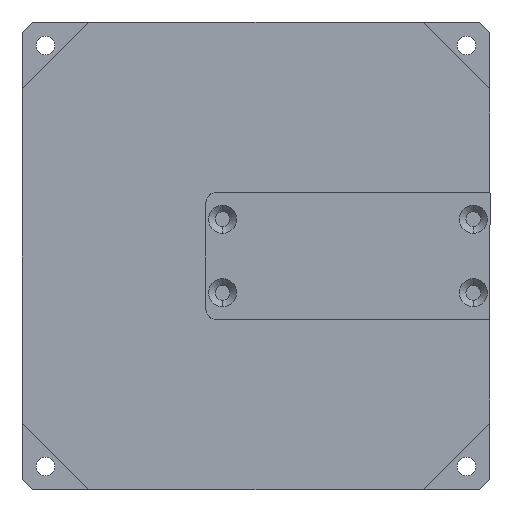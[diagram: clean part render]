
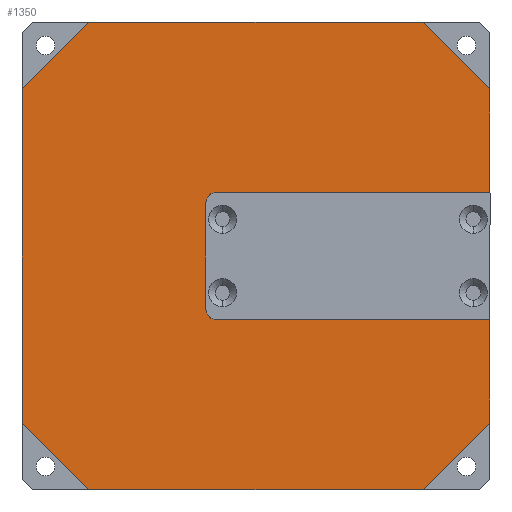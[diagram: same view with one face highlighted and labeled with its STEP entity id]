
A CAD part, front view. The second image highlights one B-rep face of the part: STEP entity #1350.
In plain terms, the highlighted planar face has unit normal (0, -1, 0).
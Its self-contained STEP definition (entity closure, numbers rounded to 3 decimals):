
#27 = CARTESIAN_POINT ( 'NONE',  ( -25., 0., -35. ) ) ;
#71 = ORIENTED_EDGE ( 'NONE', *, *, #7775, .F. ) ;
#79 = LINE ( 'NONE', #8478, #6622 ) ;
#178 = CIRCLE ( 'NONE', #9613, 1.5 ) ;
#372 = EDGE_CURVE ( 'NONE', #5663, #6566, #5418, .T. ) ;
#401 = VECTOR ( 'NONE', #6676, 1000. ) ;
#478 = VERTEX_POINT ( 'NONE', #8685 ) ;
#578 = ORIENTED_EDGE ( 'NONE', *, *, #3093, .F. ) ;
#685 = EDGE_CURVE ( 'NONE', #2699, #8165, #1377, .T. ) ;
#760 = ORIENTED_EDGE ( 'NONE', *, *, #9327, .F. ) ;
#772 = CARTESIAN_POINT ( 'NONE',  ( -25., 0., 35. ) ) ;
#800 = VECTOR ( 'NONE', #6482, 1000. ) ;
#897 = DIRECTION ( 'NONE',  ( 0., 0., -1. ) ) ;
#1223 = DIRECTION ( 'NONE',  ( 0., 0., 1. ) ) ;
#1308 = VECTOR ( 'NONE', #7469, 1000. ) ;
#1350 = ADVANCED_FACE ( 'NONE', ( #2900 ), #4364, .F. ) ;
#1377 = LINE ( 'NONE', #8160, #8039 ) ;
#1623 = ORIENTED_EDGE ( 'NONE', *, *, #4707, .F. ) ;
#1839 = EDGE_CURVE ( 'NONE', #6253, #6151, #79, .T. ) ;
#1923 = LINE ( 'NONE', #4960, #800 ) ;
#1977 = CARTESIAN_POINT ( 'NONE',  ( -6., 0., 8. ) ) ;
#2020 = ORIENTED_EDGE ( 'NONE', *, *, #3994, .T. ) ;
#2025 = DIRECTION ( 'NONE',  ( 0., 1., 0. ) ) ;
#2038 = DIRECTION ( 'NONE',  ( 0., 1., 0. ) ) ;
#2167 = DIRECTION ( 'NONE',  ( -0.707, 0., -0.707 ) ) ;
#2210 = LINE ( 'NONE', #9748, #1308 ) ;
#2448 = CARTESIAN_POINT ( 'NONE',  ( 35., 0., -25. ) ) ;
#2637 = VERTEX_POINT ( 'NONE', #3895 ) ;
#2699 = VERTEX_POINT ( 'NONE', #3328 ) ;
#2760 = DIRECTION ( 'NONE',  ( 0., 0., -1. ) ) ;
#2855 = ORIENTED_EDGE ( 'NONE', *, *, #3917, .F. ) ;
#2900 = FACE_OUTER_BOUND ( 'NONE', #2977, .T. ) ;
#2928 = CARTESIAN_POINT ( 'NONE',  ( 35., 0., -9.5 ) ) ;
#2977 = EDGE_LOOP ( 'NONE', ( #6514, #71, #2020, #760, #9750, #6089, #7982, #578, #9422, #1623, #8245, #5277, #6185, #2855 ) ) ;
#2997 = DIRECTION ( 'NONE',  ( 0.707, 0., 0.707 ) ) ;
#3093 = EDGE_CURVE ( 'NONE', #8165, #6095, #4489, .T. ) ;
#3107 = CIRCLE ( 'NONE', #8708, 1.5 ) ;
#3328 = CARTESIAN_POINT ( 'NONE',  ( -25., 0., 35. ) ) ;
#3343 = CARTESIAN_POINT ( 'NONE',  ( -35., 0., -25. ) ) ;
#3369 = DIRECTION ( 'NONE',  ( -0.707, 0., 0.707 ) ) ;
#3495 = CARTESIAN_POINT ( 'NONE',  ( 25., 0., -35. ) ) ;
#3703 = CARTESIAN_POINT ( 'NONE',  ( 35., 0., -9.5 ) ) ;
#3721 = DIRECTION ( 'NONE',  ( 0., 0., 1. ) ) ;
#3754 = CARTESIAN_POINT ( 'NONE',  ( 35., 0., 25. ) ) ;
#3854 = VECTOR ( 'NONE', #2167, 1000. ) ;
#3895 = CARTESIAN_POINT ( 'NONE',  ( -35., 0., 25. ) ) ;
#3917 = EDGE_CURVE ( 'NONE', #6566, #5590, #9045, .T. ) ;
#3994 = EDGE_CURVE ( 'NONE', #6819, #478, #178, .T. ) ;
#4081 = CARTESIAN_POINT ( 'NONE',  ( 25., 0., 35. ) ) ;
#4136 = CARTESIAN_POINT ( 'NONE',  ( -25., 0., -35. ) ) ;
#4269 = CARTESIAN_POINT ( 'NONE',  ( -7.5, 0., -9.5 ) ) ;
#4322 = CARTESIAN_POINT ( 'NONE',  ( -6., 0., -8. ) ) ;
#4355 = VECTOR ( 'NONE', #2760, 1000. ) ;
#4360 = LINE ( 'NONE', #772, #4912 ) ;
#4364 = PLANE ( 'NONE',  #8564 ) ;
#4385 = CARTESIAN_POINT ( 'NONE',  ( 35., 0., -25. ) ) ;
#4472 = EDGE_CURVE ( 'NONE', #5590, #9228, #1923, .T. ) ;
#4489 = LINE ( 'NONE', #3754, #6057 ) ;
#4514 = VECTOR ( 'NONE', #897, 1000. ) ;
#4606 = DIRECTION ( 'NONE',  ( -1., 0., 0. ) ) ;
#4707 = EDGE_CURVE ( 'NONE', #2637, #2699, #4360, .T. ) ;
#4912 = VECTOR ( 'NONE', #2997, 1000. ) ;
#4960 = CARTESIAN_POINT ( 'NONE',  ( -35., 0., -35. ) ) ;
#5277 = ORIENTED_EDGE ( 'NONE', *, *, #5988, .F. ) ;
#5418 = LINE ( 'NONE', #9250, #4514 ) ;
#5524 = CARTESIAN_POINT ( 'NONE',  ( -6., 0., -9.5 ) ) ;
#5552 = EDGE_CURVE ( 'NONE', #7714, #2637, #2210, .T. ) ;
#5590 = VERTEX_POINT ( 'NONE', #3495 ) ;
#5663 = VERTEX_POINT ( 'NONE', #3703 ) ;
#5913 = CARTESIAN_POINT ( 'NONE',  ( -6., 0., 9.5 ) ) ;
#5988 = EDGE_CURVE ( 'NONE', #9228, #7714, #8735, .T. ) ;
#6057 = VECTOR ( 'NONE', #8447, 1000. ) ;
#6086 = VECTOR ( 'NONE', #3369, 1000. ) ;
#6089 = ORIENTED_EDGE ( 'NONE', *, *, #1839, .F. ) ;
#6095 = VERTEX_POINT ( 'NONE', #6115 ) ;
#6115 = CARTESIAN_POINT ( 'NONE',  ( 35., 0., 25. ) ) ;
#6151 = VERTEX_POINT ( 'NONE', #5913 ) ;
#6185 = ORIENTED_EDGE ( 'NONE', *, *, #4472, .F. ) ;
#6253 = VERTEX_POINT ( 'NONE', #9399 ) ;
#6440 = VECTOR ( 'NONE', #6452, 1000. ) ;
#6452 = DIRECTION ( 'NONE',  ( 0., 0., -1. ) ) ;
#6482 = DIRECTION ( 'NONE',  ( -1., 0., 0. ) ) ;
#6514 = ORIENTED_EDGE ( 'NONE', *, *, #372, .F. ) ;
#6566 = VERTEX_POINT ( 'NONE', #2448 ) ;
#6622 = VECTOR ( 'NONE', #4606, 1000. ) ;
#6676 = DIRECTION ( 'NONE',  ( 1., 0., 0. ) ) ;
#6746 = DIRECTION ( 'NONE',  ( 0., 1., 0. ) ) ;
#6794 = VERTEX_POINT ( 'NONE', #9820 ) ;
#6819 = VERTEX_POINT ( 'NONE', #5524 ) ;
#7469 = DIRECTION ( 'NONE',  ( 0., 0., 1. ) ) ;
#7488 = LINE ( 'NONE', #2928, #401 ) ;
#7650 = EDGE_CURVE ( 'NONE', #6794, #6151, #3107, .T. ) ;
#7714 = VERTEX_POINT ( 'NONE', #3343 ) ;
#7775 = EDGE_CURVE ( 'NONE', #6819, #5663, #7488, .T. ) ;
#7856 = LINE ( 'NONE', #4269, #6440 ) ;
#7943 = DIRECTION ( 'NONE',  ( 0., 0., 1. ) ) ;
#7981 = CARTESIAN_POINT ( 'NONE',  ( 35., 0., -35. ) ) ;
#7982 = ORIENTED_EDGE ( 'NONE', *, *, #8741, .F. ) ;
#8039 = VECTOR ( 'NONE', #8216, 1000. ) ;
#8160 = CARTESIAN_POINT ( 'NONE',  ( -35., 0., 35. ) ) ;
#8165 = VERTEX_POINT ( 'NONE', #4081 ) ;
#8216 = DIRECTION ( 'NONE',  ( 1., 0., 0. ) ) ;
#8245 = ORIENTED_EDGE ( 'NONE', *, *, #5552, .F. ) ;
#8308 = CARTESIAN_POINT ( 'NONE',  ( 0., 0., 0. ) ) ;
#8447 = DIRECTION ( 'NONE',  ( 0.707, 0., -0.707 ) ) ;
#8478 = CARTESIAN_POINT ( 'NONE',  ( 35., 0., 9.5 ) ) ;
#8564 = AXIS2_PLACEMENT_3D ( 'NONE', #8308, #6746, #3721 ) ;
#8685 = CARTESIAN_POINT ( 'NONE',  ( -7.5, 0., -8. ) ) ;
#8708 = AXIS2_PLACEMENT_3D ( 'NONE', #1977, #2025, #7943 ) ;
#8735 = LINE ( 'NONE', #4136, #6086 ) ;
#8741 = EDGE_CURVE ( 'NONE', #6095, #6253, #8786, .T. ) ;
#8786 = LINE ( 'NONE', #7981, #4355 ) ;
#9045 = LINE ( 'NONE', #4385, #3854 ) ;
#9228 = VERTEX_POINT ( 'NONE', #27 ) ;
#9250 = CARTESIAN_POINT ( 'NONE',  ( 35., 0., -35. ) ) ;
#9327 = EDGE_CURVE ( 'NONE', #6794, #478, #7856, .T. ) ;
#9399 = CARTESIAN_POINT ( 'NONE',  ( 35., 0., 9.5 ) ) ;
#9422 = ORIENTED_EDGE ( 'NONE', *, *, #685, .F. ) ;
#9613 = AXIS2_PLACEMENT_3D ( 'NONE', #4322, #2038, #1223 ) ;
#9748 = CARTESIAN_POINT ( 'NONE',  ( -35., 0., -35. ) ) ;
#9750 = ORIENTED_EDGE ( 'NONE', *, *, #7650, .T. ) ;
#9820 = CARTESIAN_POINT ( 'NONE',  ( -7.5, 0., 8. ) ) ;
